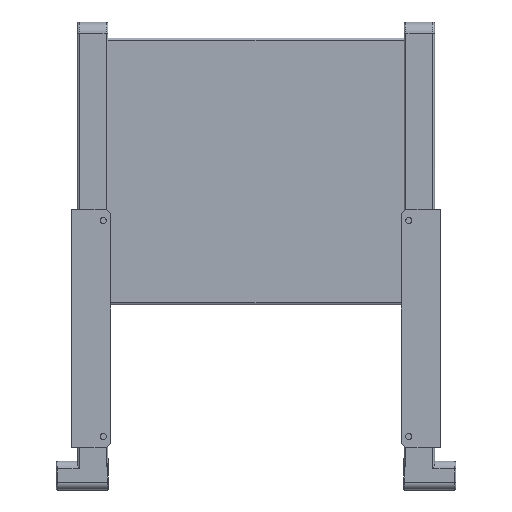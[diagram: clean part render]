
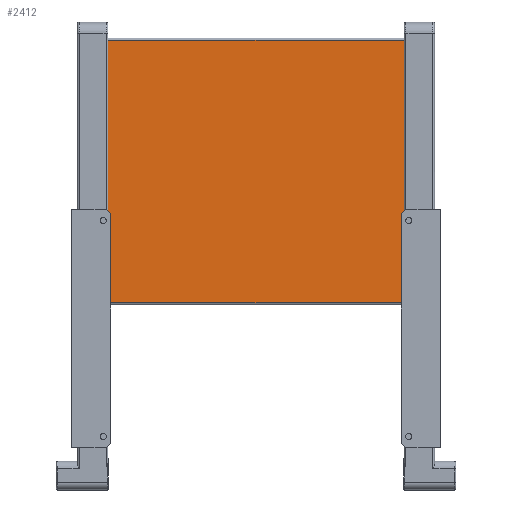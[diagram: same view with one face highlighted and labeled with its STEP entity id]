
A CAD part, top view. The second image highlights one B-rep face of the part: STEP entity #2412.
In plain terms, the highlighted planar face has unit normal (0, 0, 1).
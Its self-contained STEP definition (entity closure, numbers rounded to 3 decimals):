
#96=PLANE('',#2708);
#162=LINE('',#3930,#358);
#169=LINE('',#3951,#365);
#186=LINE('',#4038,#382);
#294=LINE('',#4323,#490);
#358=VECTOR('',#3056,10.);
#365=VECTOR('',#3079,10.);
#382=VECTOR('',#3160,10.);
#490=VECTOR('',#3456,10.);
#682=FACE_OUTER_BOUND('',#831,.T.);
#831=EDGE_LOOP('',(#2213,#2214,#2215,#2216));
#1082=VERTEX_POINT('',#3923);
#1085=VERTEX_POINT('',#3928);
#1090=VERTEX_POINT('',#3947);
#1091=VERTEX_POINT('',#3949);
#1354=EDGE_CURVE('',#1085,#1082,#162,.T.);
#1365=EDGE_CURVE('',#1091,#1090,#169,.T.);
#1403=EDGE_CURVE('',#1082,#1091,#186,.T.);
#1542=EDGE_CURVE('',#1090,#1085,#294,.T.);
#2213=ORIENTED_EDGE('',*,*,#1354,.F.);
#2214=ORIENTED_EDGE('',*,*,#1542,.F.);
#2215=ORIENTED_EDGE('',*,*,#1365,.F.);
#2216=ORIENTED_EDGE('',*,*,#1403,.F.);
#2412=ADVANCED_FACE('',(#682),#96,.T.);
#2708=AXIS2_PLACEMENT_3D('',#4322,#3454,#3455);
#3056=DIRECTION('',(1.,0.,0.));
#3079=DIRECTION('',(-1.,0.,0.));
#3160=DIRECTION('',(0.,-1.,0.));
#3454=DIRECTION('center_axis',(0.,0.,1.));
#3455=DIRECTION('ref_axis',(0.,-1.,0.));
#3456=DIRECTION('',(0.,1.,0.));
#3923=CARTESIAN_POINT('',(155.,277.,-2.8));
#3928=CARTESIAN_POINT('',(-155.,277.,-2.8));
#3930=CARTESIAN_POINT('',(0.,277.,-2.8));
#3947=CARTESIAN_POINT('',(-155.,2.,-2.8));
#3949=CARTESIAN_POINT('',(155.,2.,-2.8));
#3951=CARTESIAN_POINT('',(0.,2.,-2.8));
#4038=CARTESIAN_POINT('',(155.,58.843,-2.8));
#4322=CARTESIAN_POINT('Origin',(0.,279.,-2.8));
#4323=CARTESIAN_POINT('',(-155.,287.5,-2.8));
